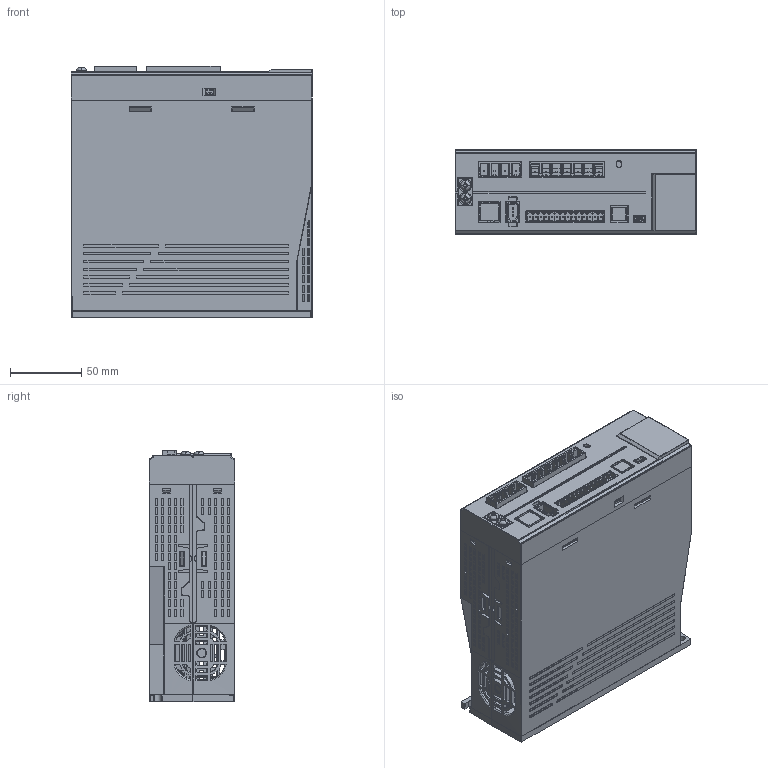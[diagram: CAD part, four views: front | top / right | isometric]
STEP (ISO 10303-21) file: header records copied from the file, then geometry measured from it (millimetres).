
FILE_DESCRIPTION(/* description */ (''),/* implementation_level */ '2;1');
FILE_NAME(/* name */ 'DS5L1-41P0+41P5+21P0-PTA-官网图',/* time_stamp */ '2022-11-28T14:02:21+08:00',/* author */ (''),/* organization */ (''),/* preprocessor_version */ 'ST-DEVELOPER v15',/* originating_system */ '',/* authorisation */ '');
FILE_SCHEMA (('AUTOMOTIVE_DESIGN'));
Products named in the file (1): Document
Bounding box: 169.9 x 60 x 176.8 mm (x, y, z)
Surface area: 287475.5 mm2 (no closed solid volume)
Topology: 0 solids, 7065 shells, 7067 faces, 37999 edges, 37847 vertices
Faces by surface type: plane 5151, bspline 1916
Entity records: 396910 total; most frequent: CARTESIAN_POINT 191180, ORIENTED_EDGE 37857, EDGE_CURVE 37853, VERTEX_POINT 37848, B_SPLINE_CURVE_WITH_KNOTS 32776, EDGE_LOOP 7803, ADVANCED_FACE 7066, FACE_OUTER_BOUND 7066
